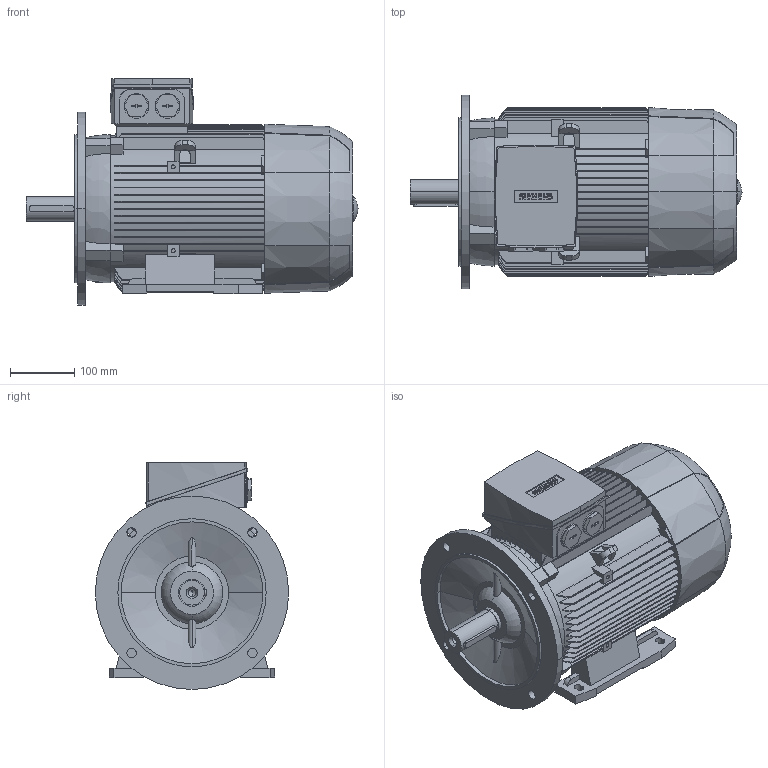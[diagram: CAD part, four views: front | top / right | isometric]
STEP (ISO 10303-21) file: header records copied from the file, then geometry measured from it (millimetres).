
FILE_DESCRIPTION(('STEP AP214'),'1');
FILE_NAME('cctmp_B48B4EE8-2426-48ED-8074-4F1507FA6BAF_2023_06_26_14_42_34_0921..stp','2023-06-26T12:42:35',('SIEMENS A&D'),('CADClick - www.CADClick.com'),'Spatial InterOp 3D',' ','unknown authorization');
FILE_SCHEMA(('AUTOMOTIVE_DESIGN'));
Length unit declared in the file: millimetre
Products named in the file (1): 2023_06_26_14_42_34_0905
Bounding box: 515 x 300 x 352 mm (x, y, z)
Volume: 21159560.6 mm3; surface area: 1011099 mm2
Topology: 1 solids, 1 shells, 873 faces, 2499 edges, 1650 vertices
Faces by surface type: plane 500, cylinder 225, torus 128, cone 20
Entity records: 41920 total; most frequent: CARTESIAN_POINT 12452, ORIENTED_EDGE 4990, DIRECTION 4349, EDGE_CURVE 2495, VERTEX_POINT 1650, LINE 1469, VECTOR 1469, AXIS2_PLACEMENT_3D 1440
